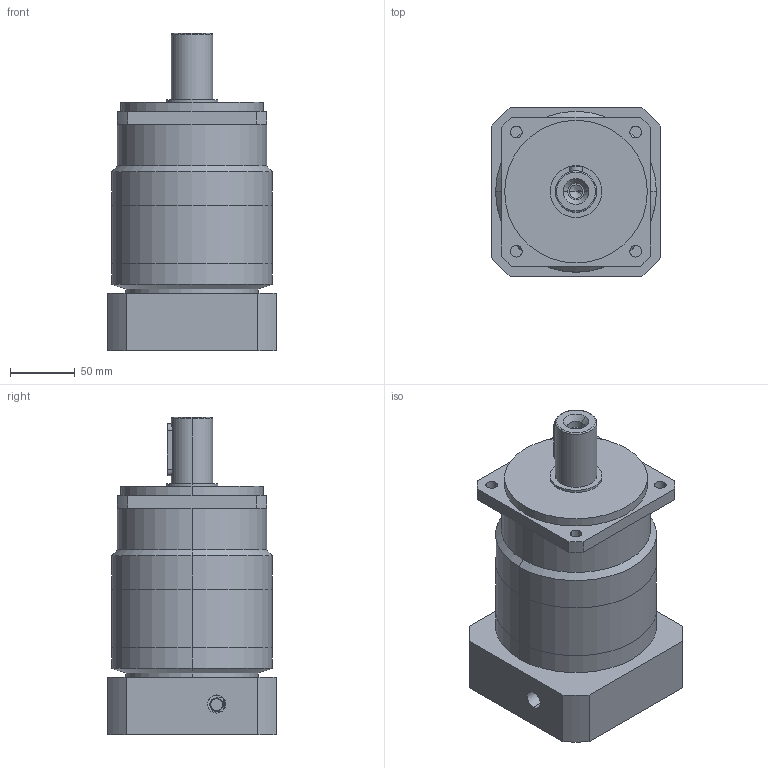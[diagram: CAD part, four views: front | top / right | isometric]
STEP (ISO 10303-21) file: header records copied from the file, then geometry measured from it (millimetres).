
FILE_DESCRIPTION (( 'STEP AP203' ), '1' );
FILE_NAME ('GPV115-L2-(22-110-145-M8).STEP', '2022-05-25T06:26:42', ( '微软用户' ), ( '微软中国' ), 'SwSTEP 2.0', 'SolidWorks 2018', '' );
FILE_SCHEMA (( 'CONFIG_CONTROL_DESIGN' ));
Length unit declared in the file: millimetre
Products named in the file (1): GPV115-L2-(22-110-145-M8)
Bounding box: 130 x 130 x 244.5 mm (x, y, z)
Volume: 2128809.2 mm3; surface area: 206037.8 mm2
Topology: 5 solids, 5 shells, 244 faces, 573 edges, 362 vertices
Faces by surface type: plane 111, cylinder 99, torus 18, cone 16
Entity records: 7467 total; most frequent: CARTESIAN_POINT 1619, DIRECTION 1274, ORIENTED_EDGE 1126, EDGE_CURVE 563, AXIS2_PLACEMENT_3D 481, VERTEX_POINT 362, VECTOR 312, LINE 312
